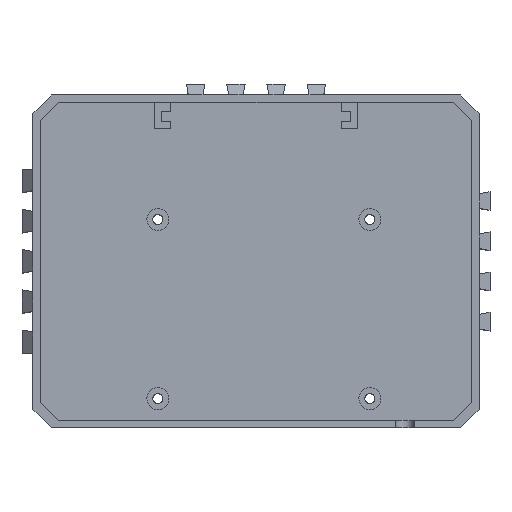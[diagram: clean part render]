
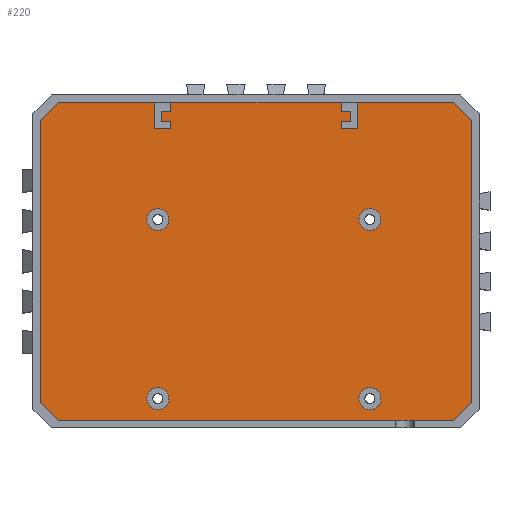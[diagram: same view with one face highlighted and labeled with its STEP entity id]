
A CAD part, top view. The second image highlights one B-rep face of the part: STEP entity #220.
In plain terms, the highlighted planar face has unit normal (0, 0, 1).
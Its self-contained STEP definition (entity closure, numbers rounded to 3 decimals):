
#143=FACE_BOUND('',#619,.T.);
#144=FACE_BOUND('',#620,.T.);
#145=FACE_BOUND('',#621,.T.);
#146=FACE_BOUND('',#622,.T.);
#220=ADVANCED_FACE('',(#412,#143,#144,#145,#146),#3037,.T.);
#412=FACE_OUTER_BOUND('',#618,.T.);
#618=EDGE_LOOP('',(#1121,#1122,#1123,#1124,#1125,#1126,#1127,#1128));
#619=EDGE_LOOP('',(#1129,#1130));
#620=EDGE_LOOP('',(#1131,#1132));
#621=EDGE_LOOP('',(#1133,#1134));
#622=EDGE_LOOP('',(#1135,#1136));
#1121=ORIENTED_EDGE('',*,*,#1765,.T.);
#1122=ORIENTED_EDGE('',*,*,#1768,.T.);
#1123=ORIENTED_EDGE('',*,*,#1771,.T.);
#1124=ORIENTED_EDGE('',*,*,#1773,.T.);
#1125=ORIENTED_EDGE('',*,*,#1776,.T.);
#1126=ORIENTED_EDGE('',*,*,#1778,.T.);
#1127=ORIENTED_EDGE('',*,*,#1781,.T.);
#1128=ORIENTED_EDGE('',*,*,#1783,.T.);
#1129=ORIENTED_EDGE('',*,*,#1851,.T.);
#1130=ORIENTED_EDGE('',*,*,#1993,.T.);
#1131=ORIENTED_EDGE('',*,*,#1854,.T.);
#1132=ORIENTED_EDGE('',*,*,#1996,.T.);
#1133=ORIENTED_EDGE('',*,*,#1857,.T.);
#1134=ORIENTED_EDGE('',*,*,#1999,.T.);
#1135=ORIENTED_EDGE('',*,*,#1860,.T.);
#1136=ORIENTED_EDGE('',*,*,#2002,.T.);
#1765=EDGE_CURVE('',#2705,#2706,#2406,.T.);
#1768=EDGE_CURVE('',#2706,#2707,#2409,.T.);
#1771=EDGE_CURVE('',#2707,#2708,#2412,.T.);
#1773=EDGE_CURVE('',#2708,#2709,#2414,.T.);
#1776=EDGE_CURVE('',#2709,#2710,#2417,.T.);
#1778=EDGE_CURVE('',#2710,#2711,#2419,.T.);
#1781=EDGE_CURVE('',#2711,#2712,#2422,.T.);
#1783=EDGE_CURVE('',#2712,#2705,#2424,.T.);
#1851=EDGE_CURVE('',#2762,#2822,#2195,.T.);
#1854=EDGE_CURVE('',#2764,#2824,#2198,.T.);
#1857=EDGE_CURVE('',#2766,#2826,#2201,.T.);
#1860=EDGE_CURVE('',#2768,#2828,#2204,.T.);
#1993=EDGE_CURVE('',#2822,#2762,#2207,.T.);
#1996=EDGE_CURVE('',#2824,#2764,#2210,.T.);
#1999=EDGE_CURVE('',#2826,#2766,#2213,.T.);
#2002=EDGE_CURVE('',#2828,#2768,#2216,.T.);
#2195=(
BOUNDED_CURVE()
B_SPLINE_CURVE(2,(#4408,#4409,#4410,#4411,#4412),.UNSPECIFIED.,.F.,.F.)
B_SPLINE_CURVE_WITH_KNOTS((3,2,3),(-8.639,-6.48,
-4.32),.UNSPECIFIED.)
CURVE()
GEOMETRIC_REPRESENTATION_ITEM()
RATIONAL_B_SPLINE_CURVE((1.,0.707,1.,0.707,1.))
REPRESENTATION_ITEM('')
);
#2198=(
BOUNDED_CURVE()
B_SPLINE_CURVE(2,(#4420,#4421,#4422,#4423,#4424),.UNSPECIFIED.,.F.,.F.)
B_SPLINE_CURVE_WITH_KNOTS((3,2,3),(-8.639,-6.48,
-4.32),.UNSPECIFIED.)
CURVE()
GEOMETRIC_REPRESENTATION_ITEM()
RATIONAL_B_SPLINE_CURVE((1.,0.707,1.,0.707,1.))
REPRESENTATION_ITEM('')
);
#2201=(
BOUNDED_CURVE()
B_SPLINE_CURVE(2,(#4432,#4433,#4434,#4435,#4436),.UNSPECIFIED.,.F.,.F.)
B_SPLINE_CURVE_WITH_KNOTS((3,2,3),(-8.639,-6.48,
-4.32),.UNSPECIFIED.)
CURVE()
GEOMETRIC_REPRESENTATION_ITEM()
RATIONAL_B_SPLINE_CURVE((1.,0.707,1.,0.707,1.))
REPRESENTATION_ITEM('')
);
#2204=(
BOUNDED_CURVE()
B_SPLINE_CURVE(2,(#4444,#4445,#4446,#4447,#4448),.UNSPECIFIED.,.F.,.F.)
B_SPLINE_CURVE_WITH_KNOTS((3,2,3),(-8.639,-6.48,
-4.32),.UNSPECIFIED.)
CURVE()
GEOMETRIC_REPRESENTATION_ITEM()
RATIONAL_B_SPLINE_CURVE((1.,0.707,1.,0.707,1.))
REPRESENTATION_ITEM('')
);
#2207=(
BOUNDED_CURVE()
B_SPLINE_CURVE(2,(#5580,#5581,#5582,#5583,#5584),.UNSPECIFIED.,.F.,.F.)
B_SPLINE_CURVE_WITH_KNOTS((3,2,3),(-4.32,-2.16,
0.),.UNSPECIFIED.)
CURVE()
GEOMETRIC_REPRESENTATION_ITEM()
RATIONAL_B_SPLINE_CURVE((1.,0.707,1.,0.707,1.))
REPRESENTATION_ITEM('')
);
#2210=(
BOUNDED_CURVE()
B_SPLINE_CURVE(2,(#5592,#5593,#5594,#5595,#5596),.UNSPECIFIED.,.F.,.F.)
B_SPLINE_CURVE_WITH_KNOTS((3,2,3),(-4.32,-2.16,
0.),.UNSPECIFIED.)
CURVE()
GEOMETRIC_REPRESENTATION_ITEM()
RATIONAL_B_SPLINE_CURVE((1.,0.707,1.,0.707,1.))
REPRESENTATION_ITEM('')
);
#2213=(
BOUNDED_CURVE()
B_SPLINE_CURVE(2,(#5604,#5605,#5606,#5607,#5608),.UNSPECIFIED.,.F.,.F.)
B_SPLINE_CURVE_WITH_KNOTS((3,2,3),(-4.32,-2.16,
0.),.UNSPECIFIED.)
CURVE()
GEOMETRIC_REPRESENTATION_ITEM()
RATIONAL_B_SPLINE_CURVE((1.,0.707,1.,0.707,1.))
REPRESENTATION_ITEM('')
);
#2216=(
BOUNDED_CURVE()
B_SPLINE_CURVE(2,(#5616,#5617,#5618,#5619,#5620),.UNSPECIFIED.,.F.,.F.)
B_SPLINE_CURVE_WITH_KNOTS((3,2,3),(-4.32,-2.16,
0.),.UNSPECIFIED.)
CURVE()
GEOMETRIC_REPRESENTATION_ITEM()
RATIONAL_B_SPLINE_CURVE((1.,0.707,1.,0.707,1.))
REPRESENTATION_ITEM('')
);
#2406=B_SPLINE_CURVE_WITH_KNOTS('',1,(#4119,#4120),.UNSPECIFIED.,.F.,.F.,
(2,2),(192.737,195.045),.UNSPECIFIED.);
#2409=B_SPLINE_CURVE_WITH_KNOTS('',1,(#4125,#4126),.UNSPECIFIED.,.F.,.F.,
(2,2),(195.045,202.116),.UNSPECIFIED.);
#2412=B_SPLINE_CURVE_WITH_KNOTS('',1,(#4131,#4132),.UNSPECIFIED.,.F.,.F.,
(2,2),(202.116,204.6),.UNSPECIFIED.);
#2414=B_SPLINE_CURVE_WITH_KNOTS('',1,(#4135,#4136),.UNSPECIFIED.,.F.,.F.,
(2,2),(204.6,211.671),.UNSPECIFIED.);
#2417=B_SPLINE_CURVE_WITH_KNOTS('',1,(#4141,#4142),.UNSPECIFIED.,.F.,.F.,
(2,2),(211.671,213.979),.UNSPECIFIED.);
#2419=B_SPLINE_CURVE_WITH_KNOTS('',1,(#4145,#4146),.UNSPECIFIED.,.F.,.F.,
(2,2),(213.979,221.05),.UNSPECIFIED.);
#2422=B_SPLINE_CURVE_WITH_KNOTS('',1,(#4151,#4152),.UNSPECIFIED.,.F.,.F.,
(2,2),(221.05,293.082),.UNSPECIFIED.);
#2424=B_SPLINE_CURVE_WITH_KNOTS('',1,(#4155,#4156),.UNSPECIFIED.,.F.,.F.,
(2,2),(293.082,300.153),.UNSPECIFIED.);
#2705=VERTEX_POINT('',#3843);
#2706=VERTEX_POINT('',#3844);
#2707=VERTEX_POINT('',#3845);
#2708=VERTEX_POINT('',#3846);
#2709=VERTEX_POINT('',#3847);
#2710=VERTEX_POINT('',#3848);
#2711=VERTEX_POINT('',#3849);
#2712=VERTEX_POINT('',#3850);
#2762=VERTEX_POINT('',#3900);
#2764=VERTEX_POINT('',#3902);
#2766=VERTEX_POINT('',#3904);
#2768=VERTEX_POINT('',#3906);
#2822=VERTEX_POINT('',#3960);
#2824=VERTEX_POINT('',#3962);
#2826=VERTEX_POINT('',#3964);
#2828=VERTEX_POINT('',#3966);
#3037=PLANE('',#3194);
#3194=AXIS2_PLACEMENT_3D('',#3477,#3335,$);
#3335=DIRECTION('',(0.,0.,1.));
#3477=CARTESIAN_POINT('',(137.803,99.875,2.));
#3843=CARTESIAN_POINT('',(118.047,89.,2.));
#3844=CARTESIAN_POINT('',(10.,89.,2.));
#3845=CARTESIAN_POINT('',(5.,84.,2.));
#3846=CARTESIAN_POINT('',(5.,7.,2.));
#3847=CARTESIAN_POINT('',(10.,2.,2.));
#3848=CARTESIAN_POINT('',(118.047,2.,2.));
#3849=CARTESIAN_POINT('',(123.047,7.,2.));
#3850=CARTESIAN_POINT('',(123.047,84.,2.));
#3900=CARTESIAN_POINT('',(96.55,57.,2.));
#3902=CARTESIAN_POINT('',(38.55,57.,2.));
#3904=CARTESIAN_POINT('',(38.55,8.,2.));
#3906=CARTESIAN_POINT('',(96.55,8.,2.));
#3960=CARTESIAN_POINT('',(93.8,57.,2.));
#3962=CARTESIAN_POINT('',(35.8,57.,2.));
#3964=CARTESIAN_POINT('',(35.8,8.,2.));
#3966=CARTESIAN_POINT('',(93.8,8.,2.));
#4119=CARTESIAN_POINT('',(118.047,89.,2.));
#4120=CARTESIAN_POINT('',(10.,89.,2.));
#4125=CARTESIAN_POINT('',(10.,89.,2.));
#4126=CARTESIAN_POINT('',(5.,84.,2.));
#4131=CARTESIAN_POINT('',(5.,84.,2.));
#4132=CARTESIAN_POINT('',(5.,7.,2.));
#4135=CARTESIAN_POINT('',(5.,7.,2.));
#4136=CARTESIAN_POINT('',(10.,2.,2.));
#4141=CARTESIAN_POINT('',(10.,2.,2.));
#4142=CARTESIAN_POINT('',(118.047,2.,2.));
#4145=CARTESIAN_POINT('',(118.047,2.,2.));
#4146=CARTESIAN_POINT('',(123.047,7.,2.));
#4151=CARTESIAN_POINT('',(123.047,7.,2.));
#4152=CARTESIAN_POINT('',(123.047,84.,2.));
#4155=CARTESIAN_POINT('',(123.047,84.,2.));
#4156=CARTESIAN_POINT('',(118.047,89.,2.));
#4408=CARTESIAN_POINT('',(96.55,57.,2.));
#4409=CARTESIAN_POINT('',(96.55,55.625,2.));
#4410=CARTESIAN_POINT('',(95.175,55.625,2.));
#4411=CARTESIAN_POINT('',(93.8,55.625,2.));
#4412=CARTESIAN_POINT('',(93.8,57.,2.));
#4420=CARTESIAN_POINT('',(38.55,57.,2.));
#4421=CARTESIAN_POINT('',(38.55,55.625,2.));
#4422=CARTESIAN_POINT('',(37.175,55.625,2.));
#4423=CARTESIAN_POINT('',(35.8,55.625,2.));
#4424=CARTESIAN_POINT('',(35.8,57.,2.));
#4432=CARTESIAN_POINT('',(38.55,8.,2.));
#4433=CARTESIAN_POINT('',(38.55,6.625,2.));
#4434=CARTESIAN_POINT('',(37.175,6.625,2.));
#4435=CARTESIAN_POINT('',(35.8,6.625,2.));
#4436=CARTESIAN_POINT('',(35.8,8.,2.));
#4444=CARTESIAN_POINT('',(96.55,8.,2.));
#4445=CARTESIAN_POINT('',(96.55,6.625,2.));
#4446=CARTESIAN_POINT('',(95.175,6.625,2.));
#4447=CARTESIAN_POINT('',(93.8,6.625,2.));
#4448=CARTESIAN_POINT('',(93.8,8.,2.));
#5580=CARTESIAN_POINT('',(93.8,57.,2.));
#5581=CARTESIAN_POINT('',(93.8,58.375,2.));
#5582=CARTESIAN_POINT('',(95.175,58.375,2.));
#5583=CARTESIAN_POINT('',(96.55,58.375,2.));
#5584=CARTESIAN_POINT('',(96.55,57.,2.));
#5592=CARTESIAN_POINT('',(35.8,57.,2.));
#5593=CARTESIAN_POINT('',(35.8,58.375,2.));
#5594=CARTESIAN_POINT('',(37.175,58.375,2.));
#5595=CARTESIAN_POINT('',(38.55,58.375,2.));
#5596=CARTESIAN_POINT('',(38.55,57.,2.));
#5604=CARTESIAN_POINT('',(35.8,8.,2.));
#5605=CARTESIAN_POINT('',(35.8,9.375,2.));
#5606=CARTESIAN_POINT('',(37.175,9.375,2.));
#5607=CARTESIAN_POINT('',(38.55,9.375,2.));
#5608=CARTESIAN_POINT('',(38.55,8.,2.));
#5616=CARTESIAN_POINT('',(93.8,8.,2.));
#5617=CARTESIAN_POINT('',(93.8,9.375,2.));
#5618=CARTESIAN_POINT('',(95.175,9.375,2.));
#5619=CARTESIAN_POINT('',(96.55,9.375,2.));
#5620=CARTESIAN_POINT('',(96.55,8.,2.));
